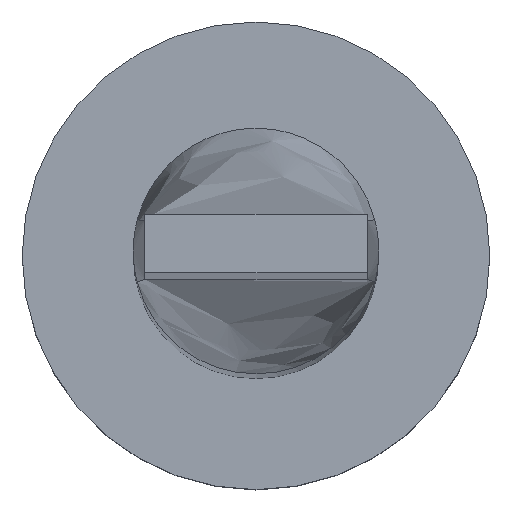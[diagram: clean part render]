
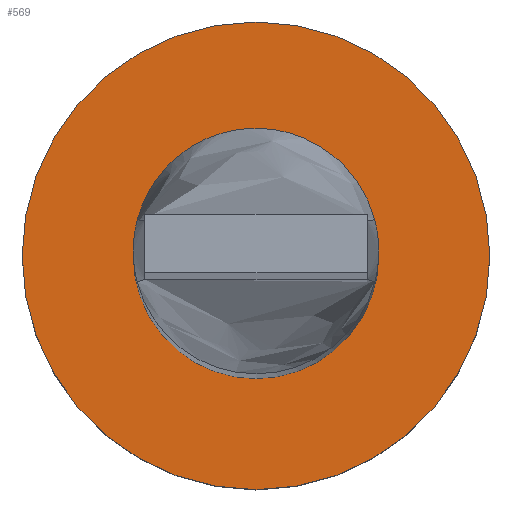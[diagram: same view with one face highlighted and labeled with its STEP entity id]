
A CAD part, top view. The second image highlights one B-rep face of the part: STEP entity #569.
In plain terms, the highlighted planar face has unit normal (0, 0, 1).
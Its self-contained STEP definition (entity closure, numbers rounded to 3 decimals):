
#2 = VERTEX_POINT ( 'NONE', #167 ) ;
#4 = EDGE_CURVE ( 'NONE', #80, #2, #81, .T. ) ;
#23 = DIRECTION ( 'NONE',  ( 1., 0., 0. ) ) ;
#30 = VERTEX_POINT ( 'NONE', #341 ) ;
#32 = CARTESIAN_POINT ( 'NONE',  ( 0., 0., 3. ) ) ;
#36 = CIRCLE ( 'NONE', #334, 4. ) ;
#55 = ORIENTED_EDGE ( 'NONE', *, *, #372, .T. ) ;
#63 = CIRCLE ( 'NONE', #246, 4. ) ;
#80 = VERTEX_POINT ( 'NONE', #500 ) ;
#81 = CIRCLE ( 'NONE', #157, 2.1 ) ;
#157 = AXIS2_PLACEMENT_3D ( 'NONE', #32, #171, #525 ) ;
#167 = CARTESIAN_POINT ( 'NONE',  ( 2.1, 0., 3. ) ) ;
#169 = EDGE_CURVE ( 'NONE', #2, #80, #201, .T. ) ;
#171 = DIRECTION ( 'NONE',  ( 0., 0., 1. ) ) ;
#180 = EDGE_LOOP ( 'NONE', ( #368, #577 ) ) ;
#201 = CIRCLE ( 'NONE', #279, 2.1 ) ;
#219 = AXIS2_PLACEMENT_3D ( 'NONE', #292, #519, #23 ) ;
#220 = CARTESIAN_POINT ( 'NONE',  ( 0., 0., 3. ) ) ;
#223 = DIRECTION ( 'NONE',  ( 1., 0., 0. ) ) ;
#227 = EDGE_LOOP ( 'NONE', ( #55, #461 ) ) ;
#246 = AXIS2_PLACEMENT_3D ( 'NONE', #220, #575, #223 ) ;
#269 = DIRECTION ( 'NONE',  ( 1., 0., 0. ) ) ;
#279 = AXIS2_PLACEMENT_3D ( 'NONE', #333, #374, #289 ) ;
#289 = DIRECTION ( 'NONE',  ( 1., 0., 0. ) ) ;
#292 = CARTESIAN_POINT ( 'NONE',  ( 0., 0., 3. ) ) ;
#304 = EDGE_CURVE ( 'NONE', #30, #541, #36, .T. ) ;
#333 = CARTESIAN_POINT ( 'NONE',  ( 0., 0., 3. ) ) ;
#334 = AXIS2_PLACEMENT_3D ( 'NONE', #530, #524, #269 ) ;
#341 = CARTESIAN_POINT ( 'NONE',  ( 4., 0., 3. ) ) ;
#368 = ORIENTED_EDGE ( 'NONE', *, *, #4, .F. ) ;
#372 = EDGE_CURVE ( 'NONE', #541, #30, #63, .T. ) ;
#374 = DIRECTION ( 'NONE',  ( 0., 0., 1. ) ) ;
#375 = FACE_OUTER_BOUND ( 'NONE', #227, .T. ) ;
#420 = FACE_BOUND ( 'NONE', #180, .T. ) ;
#422 = PLANE ( 'NONE',  #219 ) ;
#461 = ORIENTED_EDGE ( 'NONE', *, *, #304, .T. ) ;
#500 = CARTESIAN_POINT ( 'NONE',  ( -2.1, 0., 3. ) ) ;
#519 = DIRECTION ( 'NONE',  ( 0., 0., 1. ) ) ;
#524 = DIRECTION ( 'NONE',  ( 0., 0., 1. ) ) ;
#525 = DIRECTION ( 'NONE',  ( 1., 0., 0. ) ) ;
#530 = CARTESIAN_POINT ( 'NONE',  ( 0., 0., 3. ) ) ;
#541 = VERTEX_POINT ( 'NONE', #548 ) ;
#548 = CARTESIAN_POINT ( 'NONE',  ( -4., 0., 3. ) ) ;
#569 = ADVANCED_FACE ( 'NONE', ( #420, #375 ), #422, .T. ) ;
#575 = DIRECTION ( 'NONE',  ( 0., 0., 1. ) ) ;
#577 = ORIENTED_EDGE ( 'NONE', *, *, #169, .F. ) ;
